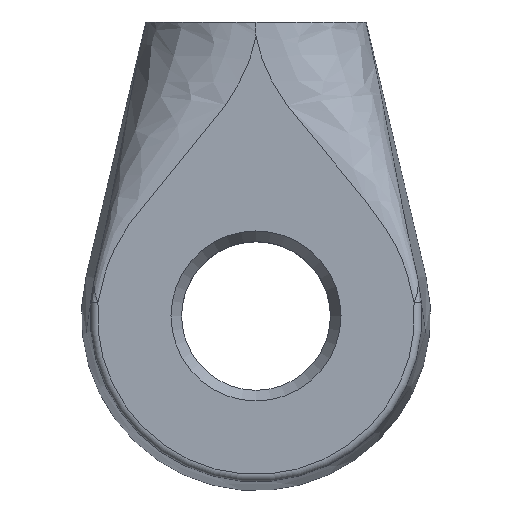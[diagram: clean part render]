
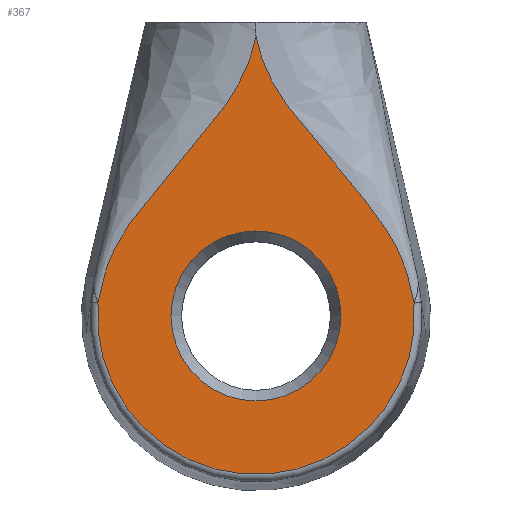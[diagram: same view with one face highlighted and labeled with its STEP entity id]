
A CAD part, top view. The second image highlights one B-rep face of the part: STEP entity #367.
In plain terms, the highlighted planar face has unit normal (0, 0, 1).
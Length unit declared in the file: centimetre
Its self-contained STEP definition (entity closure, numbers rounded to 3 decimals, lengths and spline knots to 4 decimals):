
#32=FACE_BOUND($,#93,.T.);
#44=CIRCLE($,#399,0.8632);
#45=CIRCLE($,#400,0.4627);
#64=FACE_OUTER_BOUND($,#92,.T.);
#92=EDGE_LOOP($,(#264,#265,#266));
#93=EDGE_LOOP($,(#267));
#153=B_SPLINE_CURVE_WITH_KNOTS($,3,(#584,#585,#586,#587,#588,#589,#590,
#591),.UNSPECIFIED.,.F.,.F.,(4,2,2,4),(0.4088,0.4141,
0.5692,0.5828),.UNSPECIFIED.);
#154=B_SPLINE_CURVE_WITH_KNOTS($,3,(#594,#595,#596,#597,#598,#599,#600,
#601),.UNSPECIFIED.,.F.,.F.,(4,2,2,4),(0.4172,0.4308,
0.5859,0.5912),.UNSPECIFIED.);
#179=VERTEX_POINT($,#582);
#180=VERTEX_POINT($,#583);
#181=VERTEX_POINT($,#592);
#182=VERTEX_POINT($,#602);
#213=EDGE_CURVE($,#179,#180,#153,.T.);
#214=EDGE_CURVE($,#180,#181,#44,.T.);
#215=EDGE_CURVE($,#181,#179,#154,.T.);
#216=EDGE_CURVE($,#182,#182,#45,.T.);
#264=ORIENTED_EDGE($,*,*,#213,.T.);
#265=ORIENTED_EDGE($,*,*,#214,.T.);
#266=ORIENTED_EDGE($,*,*,#215,.T.);
#267=ORIENTED_EDGE($,*,*,#216,.T.);
#358=PLANE($,#398);
#367=ADVANCED_FACE($,(#64,#32),#358,.T.);
#398=AXIS2_PLACEMENT_3D($,#581,#445,#446);
#399=AXIS2_PLACEMENT_3D($,#593,#447,#448);
#400=AXIS2_PLACEMENT_3D($,#603,#449,#450);
#445=DIRECTION('center_axis',(0.,0.,1.));
#446=DIRECTION('ref_axis',(0.,-1.,0.));
#447=DIRECTION('center_axis',(0.,0.,1.));
#448=DIRECTION('ref_axis',(0.,-1.,0.));
#449=DIRECTION('center_axis',(0.,0.,-1.));
#450=DIRECTION('ref_axis',(0.,-1.,0.));
#581=CARTESIAN_POINT('Origin',(0.,-1.9464,0.6));
#582=CARTESIAN_POINT('',(0.,-0.425,0.6));
#583=CARTESIAN_POINT('',(-0.8601,-1.8735,0.6));
#584=CARTESIAN_POINT('Ctrl Pts',(0.,-0.425,
0.6));
#585=CARTESIAN_POINT('Ctrl Pts',(-0.0037,-0.4409,
0.6));
#586=CARTESIAN_POINT('Ctrl Pts',(-0.0075,-0.4568,
0.6));
#587=CARTESIAN_POINT('Ctrl Pts',(-0.1204,-0.9374,0.6));
#588=CARTESIAN_POINT('Ctrl Pts',(-0.7222,-1.2864,0.6));
#589=CARTESIAN_POINT('Ctrl Pts',(-0.8409,-1.7919,0.6));
#590=CARTESIAN_POINT('Ctrl Pts',(-0.8505,-1.8327,0.6));
#591=CARTESIAN_POINT('Ctrl Pts',(-0.8601,-1.8735,0.6));
#592=CARTESIAN_POINT('',(0.8601,-1.8735,0.6));
#593=CARTESIAN_POINT('Origin',(0.,-1.9464,0.6));
#594=CARTESIAN_POINT('Ctrl Pts',(0.8601,-1.8735,0.6));
#595=CARTESIAN_POINT('Ctrl Pts',(0.8505,-1.8327,0.6));
#596=CARTESIAN_POINT('Ctrl Pts',(0.8409,-1.7919,0.6));
#597=CARTESIAN_POINT('Ctrl Pts',(0.7222,-1.2864,0.6));
#598=CARTESIAN_POINT('Ctrl Pts',(0.1204,-0.9374,0.6));
#599=CARTESIAN_POINT('Ctrl Pts',(0.0075,-0.4568,
0.6));
#600=CARTESIAN_POINT('Ctrl Pts',(0.0037,-0.4409,
0.6));
#601=CARTESIAN_POINT('Ctrl Pts',(0.,-0.425,
0.6));
#602=CARTESIAN_POINT('',(0.,-2.4091,0.6));
#603=CARTESIAN_POINT('Origin',(0.,-1.9464,0.6));
